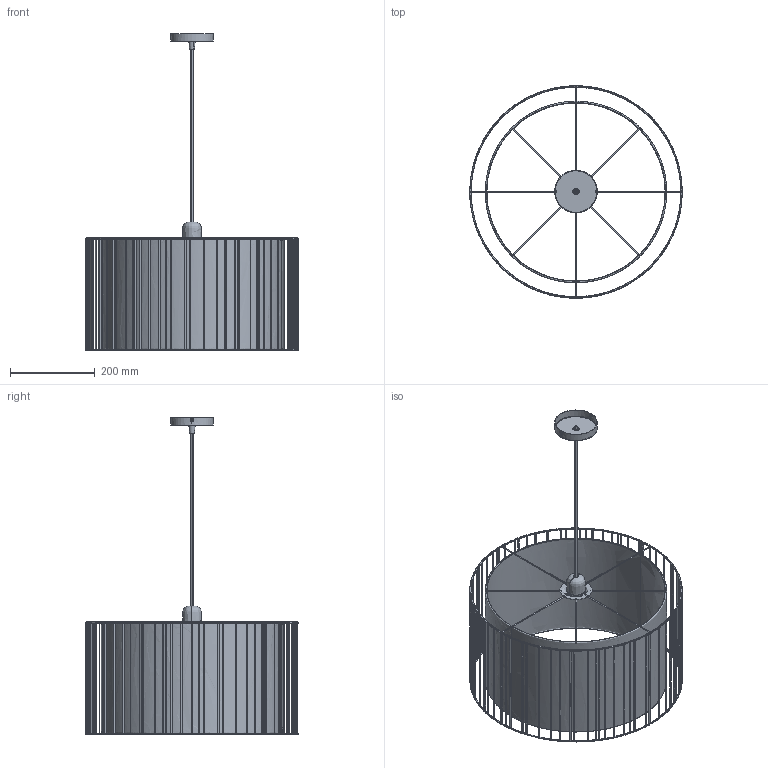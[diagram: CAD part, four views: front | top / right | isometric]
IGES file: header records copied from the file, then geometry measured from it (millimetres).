
Start section: SolidWorks IGES file using analytic representation for surfaces
Global section: file name: FARO LINDA Colgante.IGS; native system: SolidWorks 2012; preprocessor: SolidWorks 2012; author: ZairaHolgado; date: 140403.153426; units: millimetre
Bounding box: 500.03 x 499.78 x 745.67 mm (x, y, z)
Surface area: 988646.1 mm2 (no closed solid volume)
Topology: 0 solids, 0 shells, 410 faces, 7185 edges, 7185 vertices
Faces by surface type: bspline 217, revolution 193
